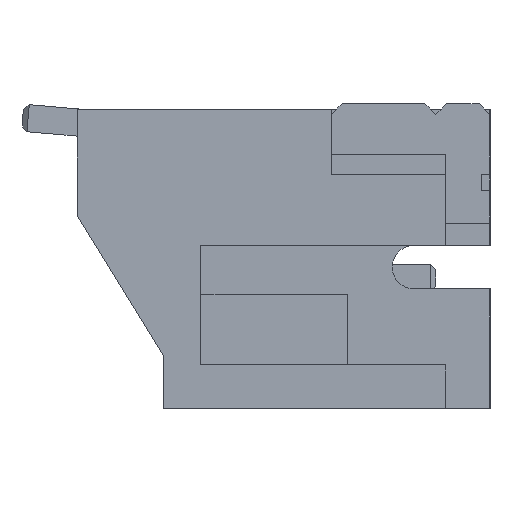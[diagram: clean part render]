
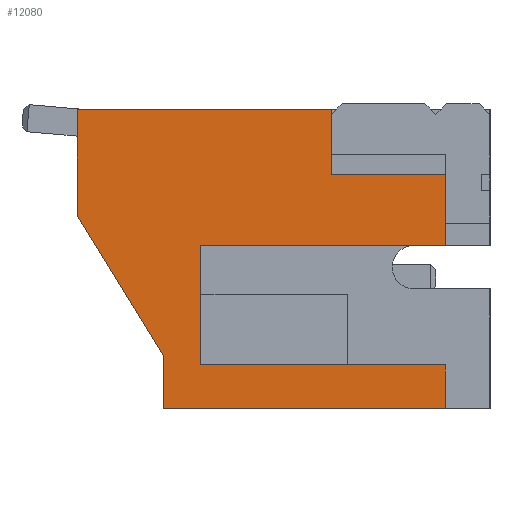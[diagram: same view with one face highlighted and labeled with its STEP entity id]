
A CAD part, left-side view. The second image highlights one B-rep face of the part: STEP entity #12080.
In plain terms, the highlighted planar face has unit normal (-1, 0, 0).
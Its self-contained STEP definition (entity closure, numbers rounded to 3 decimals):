
#561 = LINE ( 'NONE', #2492, #8436 ) ;
#622 = CARTESIAN_POINT ( 'NONE',  ( -0.75, 0.11, 4.54 ) ) ;
#743 = VERTEX_POINT ( 'NONE', #22263 ) ;
#1243 = CARTESIAN_POINT ( 'NONE',  ( -0.75, 2.61, -0.64 ) ) ;
#1620 = VERTEX_POINT ( 'NONE', #15952 ) ;
#1785 = CARTESIAN_POINT ( 'NONE',  ( -0.75, 4.81, 3.86 ) ) ;
#2013 = VERTEX_POINT ( 'NONE', #15661 ) ;
#2077 = LINE ( 'NONE', #7497, #2753 ) ;
#2148 = EDGE_CURVE ( 'NONE', #1620, #13618, #2077, .T. ) ;
#2217 = ORIENTED_EDGE ( 'NONE', *, *, #21613, .T. ) ;
#2402 = EDGE_CURVE ( 'NONE', #9646, #14565, #12727, .T. ) ;
#2492 = CARTESIAN_POINT ( 'NONE',  ( -0.75, 2.61, 3.86 ) ) ;
#2519 = CARTESIAN_POINT ( 'NONE',  ( -0.75, 4.66, 4.54 ) ) ;
#2750 = CARTESIAN_POINT ( 'NONE',  ( -0.75, 5.61, -0.64 ) ) ;
#2753 = VECTOR ( 'NONE', #18181, 1000. ) ;
#2846 = DIRECTION ( 'NONE',  ( 0., 0., 1. ) ) ;
#3521 = LINE ( 'NONE', #1785, #15505 ) ;
#3606 = LINE ( 'NONE', #21227, #4871 ) ;
#4105 = LINE ( 'NONE', #21636, #17202 ) ;
#4159 = ORIENTED_EDGE ( 'NONE', *, *, #9146, .T. ) ;
#4232 = CARTESIAN_POINT ( 'NONE',  ( -0.75, 0.11, 4.54 ) ) ;
#4492 = LINE ( 'NONE', #21708, #18472 ) ;
#4871 = VECTOR ( 'NONE', #19607, 1000. ) ;
#5626 = DIRECTION ( 'NONE',  ( 0., 1., 0. ) ) ;
#5677 = DIRECTION ( 'NONE',  ( 0., -1., 0. ) ) ;
#5900 = FACE_OUTER_BOUND ( 'NONE', #12810, .T. ) ;
#5942 = ORIENTED_EDGE ( 'NONE', *, *, #20195, .T. ) ;
#6055 = VERTEX_POINT ( 'NONE', #12232 ) ;
#6244 = ORIENTED_EDGE ( 'NONE', *, *, #6366, .T. ) ;
#6319 = CARTESIAN_POINT ( 'NONE',  ( -0.75, 2.06, 6.14 ) ) ;
#6333 = CARTESIAN_POINT ( 'NONE',  ( -0.75, 2.61, -0.64 ) ) ;
#6366 = EDGE_CURVE ( 'NONE', #18817, #9646, #21997, .T. ) ;
#6447 = VERTEX_POINT ( 'NONE', #12862 ) ;
#6720 = VECTOR ( 'NONE', #10950, 1000. ) ;
#7497 = CARTESIAN_POINT ( 'NONE',  ( -0.75, 1.31, 1.46 ) ) ;
#7811 = CARTESIAN_POINT ( 'NONE',  ( -0.75, 0.11, 1.46 ) ) ;
#7859 = LINE ( 'NONE', #21585, #6720 ) ;
#8253 = DIRECTION ( 'NONE',  ( 0., -1., 0. ) ) ;
#8291 = AXIS2_PLACEMENT_3D ( 'NONE', #622, #21472, #5677 ) ;
#8436 = VECTOR ( 'NONE', #21857, 1000. ) ;
#8795 = DIRECTION ( 'NONE',  ( 0., -1., 0. ) ) ;
#9146 = EDGE_CURVE ( 'NONE', #6055, #14642, #4105, .T. ) ;
#9646 = VERTEX_POINT ( 'NONE', #2519 ) ;
#9681 = EDGE_CURVE ( 'NONE', #14565, #6447, #20258, .T. ) ;
#9804 = VERTEX_POINT ( 'NONE', #18257 ) ;
#9848 = EDGE_CURVE ( 'NONE', #9804, #12124, #561, .T. ) ;
#10622 = VECTOR ( 'NONE', #16765, 1000. ) ;
#10950 = DIRECTION ( 'NONE',  ( 0., 0., 1. ) ) ;
#11116 = VECTOR ( 'NONE', #2846, 1000. ) ;
#11865 = ORIENTED_EDGE ( 'NONE', *, *, #16995, .T. ) ;
#12080 = ADVANCED_FACE ( 'NONE', ( #5900 ), #16361, .F. ) ;
#12124 = VERTEX_POINT ( 'NONE', #6333 ) ;
#12232 = CARTESIAN_POINT ( 'NONE',  ( -0.75, 4.81, -0.64 ) ) ;
#12727 = LINE ( 'NONE', #21306, #14397 ) ;
#12810 = EDGE_LOOP ( 'NONE', ( #16504, #16728, #4159, #11865, #20363, #16787, #5942, #22787, #2217, #20117, #6244, #19644 ) ) ;
#12826 = VECTOR ( 'NONE', #21770, 1000. ) ;
#12862 = CARTESIAN_POINT ( 'NONE',  ( -0.75, 5.61, -0.64 ) ) ;
#13091 = CARTESIAN_POINT ( 'NONE',  ( -0.75, 4.66, 4.54 ) ) ;
#13618 = VERTEX_POINT ( 'NONE', #7811 ) ;
#13895 = EDGE_CURVE ( 'NONE', #6447, #6055, #4492, .T. ) ;
#14006 = LINE ( 'NONE', #1243, #17753 ) ;
#14397 = VECTOR ( 'NONE', #5626, 1000. ) ;
#14565 = VERTEX_POINT ( 'NONE', #15963 ) ;
#14642 = VERTEX_POINT ( 'NONE', #16067 ) ;
#14713 = DIRECTION ( 'NONE',  ( 0., 0., 1. ) ) ;
#15505 = VECTOR ( 'NONE', #8795, 1000. ) ;
#15661 = CARTESIAN_POINT ( 'NONE',  ( -0.75, 0.11, 6.14 ) ) ;
#15952 = CARTESIAN_POINT ( 'NONE',  ( -0.75, 1.31, 1.46 ) ) ;
#15963 = CARTESIAN_POINT ( 'NONE',  ( -0.75, 5.61, 4.54 ) ) ;
#16067 = CARTESIAN_POINT ( 'NONE',  ( -0.75, 4.81, 3.86 ) ) ;
#16361 = PLANE ( 'NONE',  #8291 ) ;
#16504 = ORIENTED_EDGE ( 'NONE', *, *, #9681, .T. ) ;
#16728 = ORIENTED_EDGE ( 'NONE', *, *, #13895, .T. ) ;
#16765 = DIRECTION ( 'NONE',  ( 0., 0., -1. ) ) ;
#16787 = ORIENTED_EDGE ( 'NONE', *, *, #21833, .T. ) ;
#16995 = EDGE_CURVE ( 'NONE', #14642, #9804, #3521, .T. ) ;
#17202 = VECTOR ( 'NONE', #14713, 1000. ) ;
#17272 = EDGE_CURVE ( 'NONE', #2013, #18817, #3606, .T. ) ;
#17753 = VECTOR ( 'NONE', #8253, 1000. ) ;
#18181 = DIRECTION ( 'NONE',  ( 0., -1., 0. ) ) ;
#18257 = CARTESIAN_POINT ( 'NONE',  ( -0.75, 2.61, 3.86 ) ) ;
#18472 = VECTOR ( 'NONE', #19952, 1000. ) ;
#18817 = VERTEX_POINT ( 'NONE', #6319 ) ;
#19607 = DIRECTION ( 'NONE',  ( 0., 1., 0. ) ) ;
#19644 = ORIENTED_EDGE ( 'NONE', *, *, #2402, .T. ) ;
#19952 = DIRECTION ( 'NONE',  ( 0., -1., 0. ) ) ;
#20117 = ORIENTED_EDGE ( 'NONE', *, *, #17272, .T. ) ;
#20195 = EDGE_CURVE ( 'NONE', #743, #1620, #7859, .T. ) ;
#20258 = LINE ( 'NONE', #2750, #10622 ) ;
#20363 = ORIENTED_EDGE ( 'NONE', *, *, #9848, .T. ) ;
#21227 = CARTESIAN_POINT ( 'NONE',  ( -0.75, 2.06, 6.14 ) ) ;
#21306 = CARTESIAN_POINT ( 'NONE',  ( -0.75, 5.61, 4.54 ) ) ;
#21472 = DIRECTION ( 'NONE',  ( 1., 0., 0. ) ) ;
#21585 = CARTESIAN_POINT ( 'NONE',  ( -0.75, 1.31, -0.64 ) ) ;
#21613 = EDGE_CURVE ( 'NONE', #13618, #2013, #22102, .T. ) ;
#21636 = CARTESIAN_POINT ( 'NONE',  ( -0.75, 4.81, -0.64 ) ) ;
#21708 = CARTESIAN_POINT ( 'NONE',  ( -0.75, 5.61, -0.64 ) ) ;
#21770 = DIRECTION ( 'NONE',  ( 0., 0.852, -0.524 ) ) ;
#21833 = EDGE_CURVE ( 'NONE', #12124, #743, #14006, .T. ) ;
#21857 = DIRECTION ( 'NONE',  ( 0., 0., -1. ) ) ;
#21997 = LINE ( 'NONE', #13091, #12826 ) ;
#22102 = LINE ( 'NONE', #4232, #11116 ) ;
#22263 = CARTESIAN_POINT ( 'NONE',  ( -0.75, 1.31, -0.64 ) ) ;
#22787 = ORIENTED_EDGE ( 'NONE', *, *, #2148, .T. ) ;
